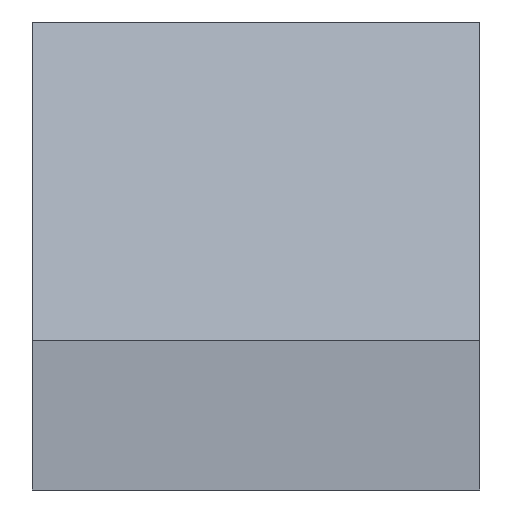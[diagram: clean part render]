
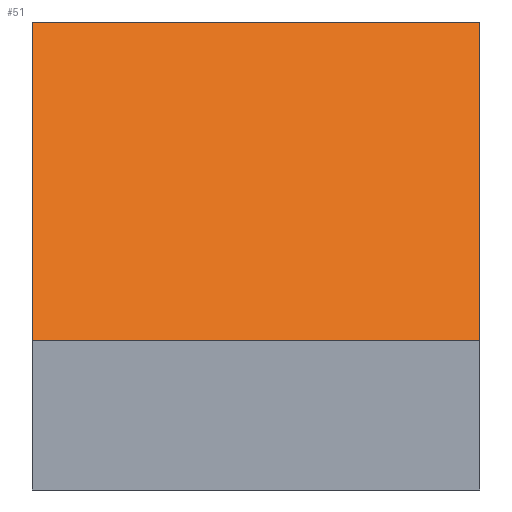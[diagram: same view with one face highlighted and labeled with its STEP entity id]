
A CAD part, front view. The second image highlights one B-rep face of the part: STEP entity #51.
In plain terms, the highlighted planar face has unit normal (0, -0.707, 0.707).
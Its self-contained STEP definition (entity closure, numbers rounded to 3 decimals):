
#51=ADVANCED_FACE('',(#97),#98,.T.);
#97=FACE_OUTER_BOUND('',#135,.T.);
#98=PLANE('',#136);
#135=EDGE_LOOP('',(#215,#216,#217,#218));
#136=AXIS2_PLACEMENT_3D('',#219,#220,#221);
#215=ORIENTED_EDGE('',*,*,#261,.F.);
#216=ORIENTED_EDGE('',*,*,#258,.F.);
#217=ORIENTED_EDGE('',*,*,#263,.F.);
#218=ORIENTED_EDGE('',*,*,#246,.F.);
#219=CARTESIAN_POINT('',(0.,-45.0,14.397));
#220=DIRECTION('',(0.,-0.707,0.707));
#221=DIRECTION('',(-1.0,0.,0.0));
#246=EDGE_CURVE('',#288,#290,#291,.T.);
#258=EDGE_CURVE('',#306,#308,#309,.T.);
#261=EDGE_CURVE('',#308,#288,#312,.T.);
#263=EDGE_CURVE('',#290,#306,#314,.T.);
#288=VERTEX_POINT('',#349);
#290=VERTEX_POINT('',#352);
#291=LINE('',#353,#354);
#306=VERTEX_POINT('',#376);
#308=VERTEX_POINT('',#379);
#309=LINE('',#380,#381);
#312=LINE('',#385,#386);
#314=LINE('',#388,#389);
#349=CARTESIAN_POINT('',(21.5,-14.397,45.0));
#352=CARTESIAN_POINT('',(21.5,-45.0,14.397));
#353=CARTESIAN_POINT('',(21.5,-14.397,45.0));
#354=VECTOR('',#403,43.279);
#376=CARTESIAN_POINT('',(-21.5,-45.0,14.397));
#379=CARTESIAN_POINT('',(-21.5,-14.397,45.0));
#380=CARTESIAN_POINT('',(-21.5,-45.0,14.397));
#381=VECTOR('',#412,43.279);
#385=CARTESIAN_POINT('',(-21.5,-14.397,45.0));
#386=VECTOR('',#414,43.0);
#388=CARTESIAN_POINT('',(21.5,-45.0,14.397));
#389=VECTOR('',#415,43.0);
#403=DIRECTION('',(0.,-0.707,-0.707));
#412=DIRECTION('',(0.,0.707,0.707));
#414=DIRECTION('',(1.0,0.,0.0));
#415=DIRECTION('',(-1.0,0.,0.0));
